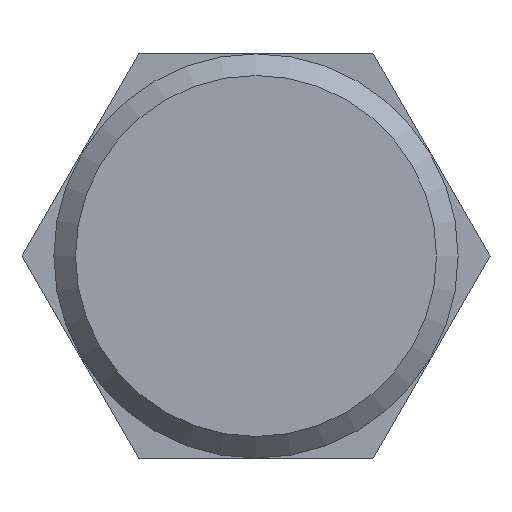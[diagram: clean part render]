
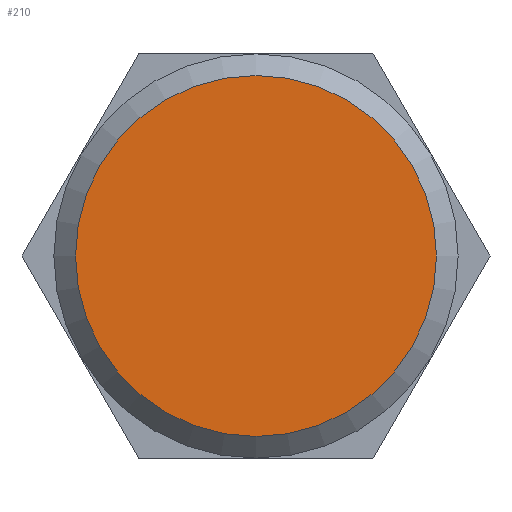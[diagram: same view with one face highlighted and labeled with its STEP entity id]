
A CAD part, front view. The second image highlights one B-rep face of the part: STEP entity #210.
In plain terms, the highlighted planar face has unit normal (0, -1, 0).
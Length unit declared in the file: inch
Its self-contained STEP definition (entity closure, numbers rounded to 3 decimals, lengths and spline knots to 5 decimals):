
#56=PLANE($,#233);
#78=FACE_OUTER_BOUND($,#97,.T.);
#97=EDGE_LOOP($,(#188));
#106=CIRCLE($,#225,0.167);
#112=VERTEX_POINT($,#311);
#130=EDGE_CURVE($,#112,#112,#106,.T.);
#188=ORIENTED_EDGE($,*,*,#130,.T.);
#210=ADVANCED_FACE($,(#78),#56,.F.);
#225=AXIS2_PLACEMENT_3D($,#312,#256,#257);
#233=AXIS2_PLACEMENT_3D($,#350,#290,#291);
#256=DIRECTION('center_axis',(0.,-1.,0.));
#257=DIRECTION('ref_axis',(0.,0.,1.));
#290=DIRECTION('center_axis',(0.,1.,0.));
#291=DIRECTION('ref_axis',(0.,0.,1.));
#311=CARTESIAN_POINT('',(-1.54426,-1.255,-0.48915));
#312=CARTESIAN_POINT('Origin',(-1.54426,-1.255,-0.65615));
#350=CARTESIAN_POINT('Origin',(-1.54426,-1.255,-0.65615));
